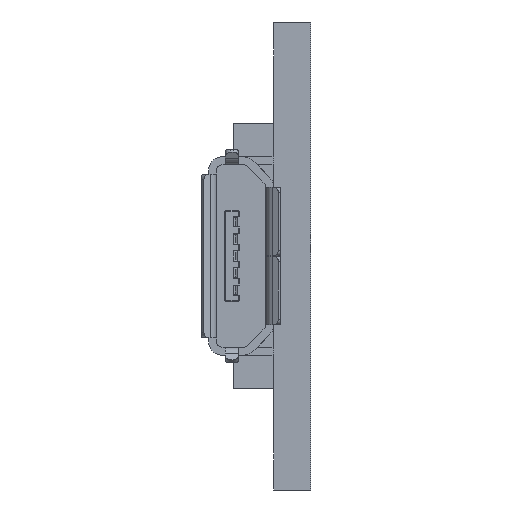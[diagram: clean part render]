
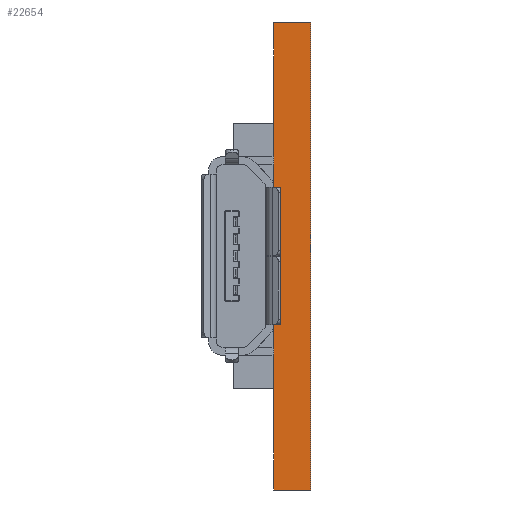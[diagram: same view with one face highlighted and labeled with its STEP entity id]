
A CAD part, left-side view. The second image highlights one B-rep face of the part: STEP entity #22654.
In plain terms, the highlighted planar face has unit normal (-1, 0, 0).
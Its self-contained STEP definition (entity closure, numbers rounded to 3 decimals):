
#2070 = CARTESIAN_POINT ( 'NONE',  ( -17.75, 1.4, -8.85 ) ) ;
#2097 = EDGE_LOOP ( 'NONE', ( #18103, #13178, #13694, #20027 ) ) ;
#3248 = EDGE_CURVE ( 'NONE', #17356, #8795, #18611, .T. ) ;
#3849 = DIRECTION ( 'NONE',  ( 0., 0., -1. ) ) ;
#4100 = DIRECTION ( 'NONE',  ( 1., 0., 0. ) ) ;
#4475 = CARTESIAN_POINT ( 'NONE',  ( -17.75, 1.4, 8.85 ) ) ;
#5004 = CARTESIAN_POINT ( 'NONE',  ( -17.75, 1.4, -8.85 ) ) ;
#5299 = VERTEX_POINT ( 'NONE', #5004 ) ;
#5651 = VERTEX_POINT ( 'NONE', #4475 ) ;
#5655 = DIRECTION ( 'NONE',  ( 0., -1., 0. ) ) ;
#8795 = VERTEX_POINT ( 'NONE', #24674 ) ;
#8865 = EDGE_CURVE ( 'NONE', #5299, #5651, #9335, .T. ) ;
#9335 = LINE ( 'NONE', #13250, #9538 ) ;
#9538 = VECTOR ( 'NONE', #20975, 1000. ) ;
#9569 = CARTESIAN_POINT ( 'NONE',  ( -17.75, 1.4, 8.85 ) ) ;
#9763 = LINE ( 'NONE', #2070, #22464 ) ;
#10026 = AXIS2_PLACEMENT_3D ( 'NONE', #21445, #4100, #3849 ) ;
#11142 = EDGE_CURVE ( 'NONE', #5299, #17356, #9763, .T. ) ;
#13141 = CARTESIAN_POINT ( 'NONE',  ( -17.75, 0., -8.85 ) ) ;
#13178 = ORIENTED_EDGE ( 'NONE', *, *, #16228, .F. ) ;
#13250 = CARTESIAN_POINT ( 'NONE',  ( -17.75, 1.4, -8.85 ) ) ;
#13566 = DIRECTION ( 'NONE',  ( 0., -1., 0. ) ) ;
#13694 = ORIENTED_EDGE ( 'NONE', *, *, #8865, .F. ) ;
#13722 = FACE_OUTER_BOUND ( 'NONE', #2097, .T. ) ;
#16228 = EDGE_CURVE ( 'NONE', #5651, #8795, #23007, .T. ) ;
#16691 = DIRECTION ( 'NONE',  ( 0., 0., 1. ) ) ;
#17356 = VERTEX_POINT ( 'NONE', #19321 ) ;
#18103 = ORIENTED_EDGE ( 'NONE', *, *, #3248, .T. ) ;
#18611 = LINE ( 'NONE', #13141, #22571 ) ;
#19321 = CARTESIAN_POINT ( 'NONE',  ( -17.75, 0., -8.85 ) ) ;
#20027 = ORIENTED_EDGE ( 'NONE', *, *, #11142, .T. ) ;
#20975 = DIRECTION ( 'NONE',  ( 0., 0., 1. ) ) ;
#21445 = CARTESIAN_POINT ( 'NONE',  ( -17.75, 1.4, -8.85 ) ) ;
#21568 = PLANE ( 'NONE',  #10026 ) ;
#22464 = VECTOR ( 'NONE', #13566, 1000. ) ;
#22571 = VECTOR ( 'NONE', #16691, 1000. ) ;
#22654 = ADVANCED_FACE ( 'NONE', ( #13722 ), #21568, .F. ) ;
#23007 = LINE ( 'NONE', #9569, #24707 ) ;
#24674 = CARTESIAN_POINT ( 'NONE',  ( -17.75, 0., 8.85 ) ) ;
#24707 = VECTOR ( 'NONE', #5655, 1000. ) ;
